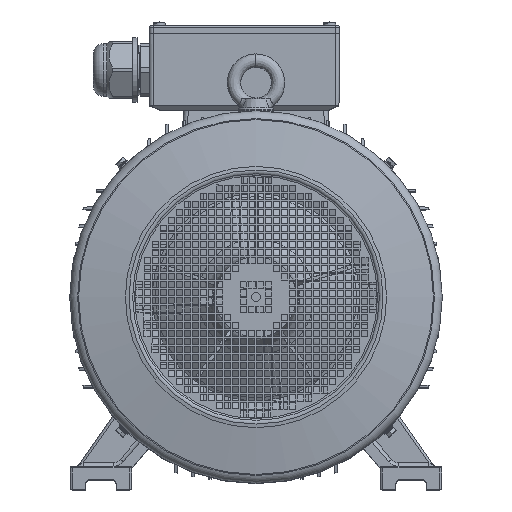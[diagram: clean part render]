
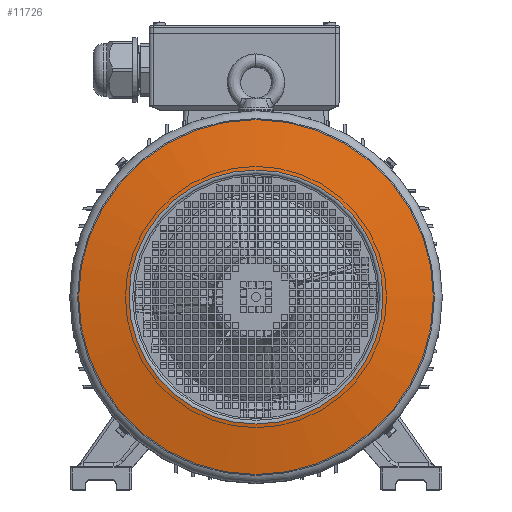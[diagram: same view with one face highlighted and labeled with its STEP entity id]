
A CAD part, top view. The second image highlights one B-rep face of the part: STEP entity #11726.
In plain terms, the highlighted conical face has half-angle 80 degrees and reference radius 165.867 mm.
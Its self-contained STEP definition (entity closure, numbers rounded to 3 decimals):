
#2024=CONICAL_SURFACE('',#109058,165.867,80.);
#5108=FACE_BOUND('',#24732,.T.);
#5109=FACE_BOUND('',#24733,.T.);
#11726=ADVANCED_FACE('',(#5108,#5109),#2024,.T.);
#24732=EDGE_LOOP('',(#67029));
#24733=EDGE_LOOP('',(#67030));
#67029=ORIENTED_EDGE('',*,*,#98816,.F.);
#67030=ORIENTED_EDGE('',*,*,#98817,.T.);
#86846=VERTEX_POINT('',#176559);
#86847=VERTEX_POINT('',#176561);
#98816=EDGE_CURVE('',#86846,#86846,#103818,.T.);
#98817=EDGE_CURVE('',#86847,#86847,#103819,.T.);
#103818=CIRCLE('',#109056,230.931);
#103819=CIRCLE('',#109057,165.297);
#109056=AXIS2_PLACEMENT_3D('',#176558,#129981,#129982);
#109057=AXIS2_PLACEMENT_3D('',#176560,#129983,#129984);
#109058=AXIS2_PLACEMENT_3D('',#176562,#129985,#129986);
#129981=DIRECTION('',(0.,0.,-1.));
#129982=DIRECTION('',(-1.,0.,0.));
#129983=DIRECTION('',(0.,0.,-1.));
#129984=DIRECTION('',(-1.,0.,0.));
#129985=DIRECTION('',(0.,0.,-1.));
#129986=DIRECTION('',(1.,-0.002,0.));
#176558=CARTESIAN_POINT('',(-129.172,-38.734,422.936));
#176559=CARTESIAN_POINT('',(-360.103,-38.734,422.936));
#176560=CARTESIAN_POINT('',(-129.172,-38.734,434.509));
#176561=CARTESIAN_POINT('',(-294.469,-38.734,434.509));
#176562=CARTESIAN_POINT('',(-129.172,-38.734,434.409));
